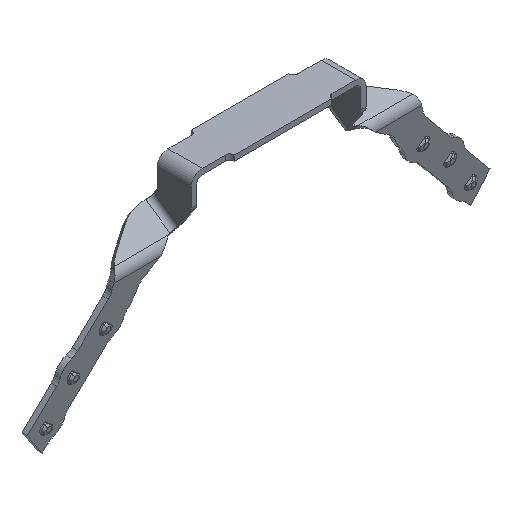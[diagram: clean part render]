
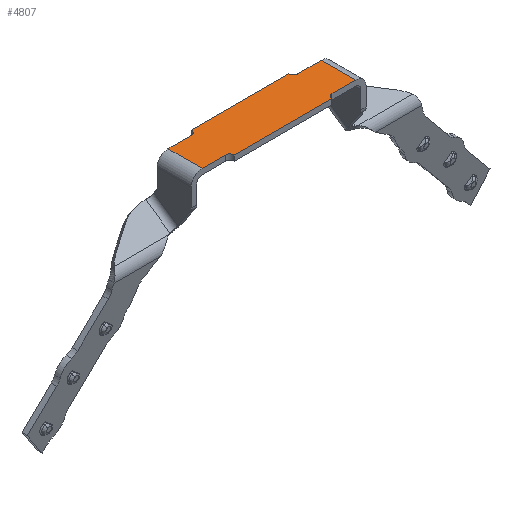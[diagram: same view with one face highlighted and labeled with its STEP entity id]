
A CAD part, isometric view. The second image highlights one B-rep face of the part: STEP entity #4807.
In plain terms, the highlighted planar face has unit normal (0, 0, 1).
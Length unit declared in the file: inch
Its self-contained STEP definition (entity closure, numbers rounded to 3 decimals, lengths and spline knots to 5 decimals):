
#118 = VECTOR ( 'NONE', #3701, 39.37008 ) ;
#128 = LINE ( 'NONE', #3700, #118 ) ;
#133 = LINE ( 'NONE', #3702, #134 ) ;
#134 = VECTOR ( 'NONE', #3703, 39.37008 ) ;
#450 = VECTOR ( 'NONE', #5128, 39.37008 ) ;
#451 = VECTOR ( 'NONE', #5133, 39.37008 ) ;
#453 = LINE ( 'NONE', #5106, #450 ) ;
#456 = LINE ( 'NONE', #5127, #451 ) ;
#505 = CIRCLE ( 'NONE', #6860, 0.15625 ) ;
#514 = LINE ( 'NONE', #2129, #515 ) ;
#515 = VECTOR ( 'NONE', #2130, 39.37008 ) ;
#526 = CIRCLE ( 'NONE', #6867, 0.15625 ) ;
#871 = EDGE_LOOP ( 'NONE', ( #5983, #5984, #5985, #5986, #5987, #5988, #5989, #5990, #5991, #5992, #5993, #5994 ) ) ;
#2114 = DIRECTION ( 'NONE',  ( -1., 0., 0. ) ) ;
#2129 = CARTESIAN_POINT ( 'NONE',  ( 0., 0.51036, 0.1875 ) ) ;
#2130 = DIRECTION ( 'NONE',  ( -1., 0., 0. ) ) ;
#2134 = CARTESIAN_POINT ( 'NONE',  ( 1.85, 0.6666, 0.1875 ) ) ;
#2141 = DIRECTION ( 'NONE',  ( 0., 0., -1. ) ) ;
#2142 = DIRECTION ( 'NONE',  ( -1., 0., 0. ) ) ;
#2156 = CARTESIAN_POINT ( 'NONE',  ( 0., -0.83338, 0.1875 ) ) ;
#2163 = DIRECTION ( 'NONE',  ( 1., 0., 0. ) ) ;
#3690 = CARTESIAN_POINT ( 'NONE',  ( -1.85, 0.6666, 0.1875 ) ) ;
#3700 = CARTESIAN_POINT ( 'NONE',  ( 2.66232, -0.0834, 0.1875 ) ) ;
#3701 = DIRECTION ( 'NONE',  ( 0., 1., 0. ) ) ;
#3702 = CARTESIAN_POINT ( 'NONE',  ( 0., 0.66659, 0.1875 ) ) ;
#3703 = DIRECTION ( 'NONE',  ( -1., 0., 0. ) ) ;
#3738 = CARTESIAN_POINT ( 'NONE',  ( 0., -0.67715, 0.1875 ) ) ;
#3739 = DIRECTION ( 'NONE',  ( 1., 0., 0. ) ) ;
#3741 = DIRECTION ( 'NONE',  ( 0., 0., -1. ) ) ;
#3742 = DIRECTION ( 'NONE',  ( -1., 0., 0. ) ) ;
#4466 = LINE ( 'NONE', #3738, #4467 ) ;
#4467 = VECTOR ( 'NONE', #3739, 39.37008 ) ;
#4470 = CIRCLE ( 'NONE', #6996, 0.15625 ) ;
#4536 = LINE ( 'NONE', #6332, #4542 ) ;
#4542 = VECTOR ( 'NONE', #6333, 39.37008 ) ;
#4553 = CIRCLE ( 'NONE', #7011, 0.15625 ) ;
#4619 = EDGE_CURVE ( 'NONE', #6792, #6819, #453, .T. ) ;
#4621 = EDGE_CURVE ( 'NONE', #6819, #7890, #456, .T. ) ;
#4650 = EDGE_CURVE ( 'NONE', #7030, #7892, #505, .T. ) ;
#4657 = EDGE_CURVE ( 'NONE', #7896, #6828, #514, .T. ) ;
#4662 = EDGE_CURVE ( 'NONE', #6828, #6832, #526, .T. ) ;
#4671 = EDGE_CURVE ( 'NONE', #7892, #6780, #7714, .T. ) ;
#4807 = ADVANCED_FACE ( 'NONE', ( #7821 ), #7185, .T. ) ;
#5106 = CARTESIAN_POINT ( 'NONE',  ( 0., 0.51036, 0.1875 ) ) ;
#5127 = CARTESIAN_POINT ( 'NONE',  ( -2.66232, -0.0834, 0.1875 ) ) ;
#5128 = DIRECTION ( 'NONE',  ( -1., 0., 0. ) ) ;
#5133 = DIRECTION ( 'NONE',  ( 0., -1., 0. ) ) ;
#5204 = CARTESIAN_POINT ( 'NONE',  ( -1.85, -0.8334, 0.1875 ) ) ;
#5213 = DIRECTION ( 'NONE',  ( 0., 0., -1. ) ) ;
#5983 = ORIENTED_EDGE ( 'NONE', *, *, #6127, .T. ) ;
#5984 = ORIENTED_EDGE ( 'NONE', *, *, #4650, .T. ) ;
#5985 = ORIENTED_EDGE ( 'NONE', *, *, #4671, .T. ) ;
#5986 = ORIENTED_EDGE ( 'NONE', *, *, #6211, .F. ) ;
#5987 = ORIENTED_EDGE ( 'NONE', *, *, #6209, .T. ) ;
#5988 = ORIENTED_EDGE ( 'NONE', *, *, #6115, .T. ) ;
#5989 = ORIENTED_EDGE ( 'NONE', *, *, #4657, .T. ) ;
#5990 = ORIENTED_EDGE ( 'NONE', *, *, #4662, .T. ) ;
#5991 = ORIENTED_EDGE ( 'NONE', *, *, #6116, .T. ) ;
#5992 = ORIENTED_EDGE ( 'NONE', *, *, #6128, .T. ) ;
#5993 = ORIENTED_EDGE ( 'NONE', *, *, #4619, .T. ) ;
#5994 = ORIENTED_EDGE ( 'NONE', *, *, #4621, .T. ) ;
#6115 = EDGE_CURVE ( 'NONE', #6808, #7896, #128, .T. ) ;
#6116 = EDGE_CURVE ( 'NONE', #6832, #6813, #133, .T. ) ;
#6127 = EDGE_CURVE ( 'NONE', #7890, #7030, #4466, .T. ) ;
#6128 = EDGE_CURVE ( 'NONE', #6813, #6792, #4470, .T. ) ;
#6209 = EDGE_CURVE ( 'NONE', #6826, #6808, #4536, .T. ) ;
#6211 = EDGE_CURVE ( 'NONE', #6826, #6780, #4553, .T. ) ;
#6319 = CARTESIAN_POINT ( 'NONE',  ( 1.85, -0.8334, 0.1875 ) ) ;
#6332 = CARTESIAN_POINT ( 'NONE',  ( 2.44429, -0.67715, 0.1875 ) ) ;
#6333 = DIRECTION ( 'NONE',  ( 1., 0., 0. ) ) ;
#6337 = DIRECTION ( 'NONE',  ( 0., 0., 1. ) ) ;
#6338 = DIRECTION ( 'NONE',  ( -1., 0., 0. ) ) ;
#6518 = CARTESIAN_POINT ( 'NONE',  ( 1.69375, -0.83338, 0.1875 ) ) ;
#6556 = CARTESIAN_POINT ( 'NONE',  ( -1.8515, 0.51036, 0.1875 ) ) ;
#6572 = CARTESIAN_POINT ( 'NONE',  ( 2.66232, -0.67715, 0.1875 ) ) ;
#6577 = CARTESIAN_POINT ( 'NONE',  ( -1.69375, 0.66659, 0.1875 ) ) ;
#6583 = CARTESIAN_POINT ( 'NONE',  ( -2.66232, 0.51036, 0.1875 ) ) ;
#6590 = CARTESIAN_POINT ( 'NONE',  ( 1.85125, -0.67715, 0.1875 ) ) ;
#6592 = CARTESIAN_POINT ( 'NONE',  ( 1.8515, 0.51036, 0.1875 ) ) ;
#6596 = CARTESIAN_POINT ( 'NONE',  ( 1.69375, 0.66659, 0.1875 ) ) ;
#6608 = CARTESIAN_POINT ( 'NONE',  ( -1.85125, -0.67715, 0.1875 ) ) ;
#6659 = CARTESIAN_POINT ( 'NONE',  ( -2.66232, -0.67715, 0.1875 ) ) ;
#6661 = CARTESIAN_POINT ( 'NONE',  ( -1.69375, -0.83338, 0.1875 ) ) ;
#6665 = CARTESIAN_POINT ( 'NONE',  ( 2.66232, 0.51036, 0.1875 ) ) ;
#6780 = VERTEX_POINT ( 'NONE', #6518 ) ;
#6792 = VERTEX_POINT ( 'NONE', #6556 ) ;
#6808 = VERTEX_POINT ( 'NONE', #6572 ) ;
#6813 = VERTEX_POINT ( 'NONE', #6577 ) ;
#6819 = VERTEX_POINT ( 'NONE', #6583 ) ;
#6826 = VERTEX_POINT ( 'NONE', #6590 ) ;
#6828 = VERTEX_POINT ( 'NONE', #6592 ) ;
#6832 = VERTEX_POINT ( 'NONE', #6596 ) ;
#6860 = AXIS2_PLACEMENT_3D ( 'NONE', #5204, #5213, #2114 ) ;
#6867 = AXIS2_PLACEMENT_3D ( 'NONE', #2134, #2141, #2142 ) ;
#6922 = AXIS2_PLACEMENT_3D ( 'NONE', #7188, #7197, #7198 ) ;
#6996 = AXIS2_PLACEMENT_3D ( 'NONE', #3690, #3741, #3742 ) ;
#7011 = AXIS2_PLACEMENT_3D ( 'NONE', #6319, #6337, #6338 ) ;
#7030 = VERTEX_POINT ( 'NONE', #6608 ) ;
#7185 = PLANE ( 'NONE',  #6922 ) ;
#7188 = CARTESIAN_POINT ( 'NONE',  ( -2.66232, 0.66659, 0.1875 ) ) ;
#7197 = DIRECTION ( 'NONE',  ( 0., 0., 1. ) ) ;
#7198 = DIRECTION ( 'NONE',  ( 0., -1., 0. ) ) ;
#7710 = VECTOR ( 'NONE', #2163, 39.37008 ) ;
#7714 = LINE ( 'NONE', #2156, #7710 ) ;
#7821 = FACE_OUTER_BOUND ( 'NONE', #871, .T. ) ;
#7890 = VERTEX_POINT ( 'NONE', #6659 ) ;
#7892 = VERTEX_POINT ( 'NONE', #6661 ) ;
#7896 = VERTEX_POINT ( 'NONE', #6665 ) ;
